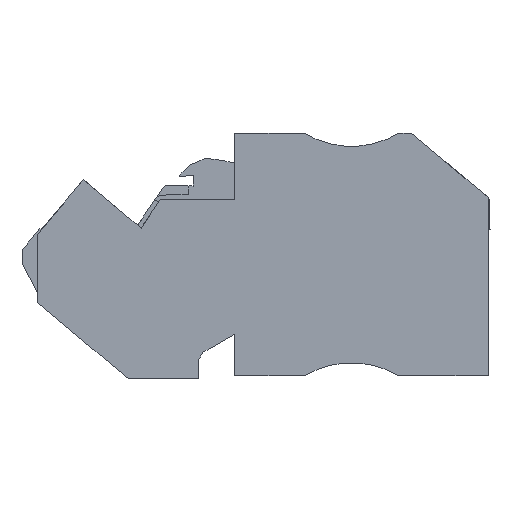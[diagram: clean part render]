
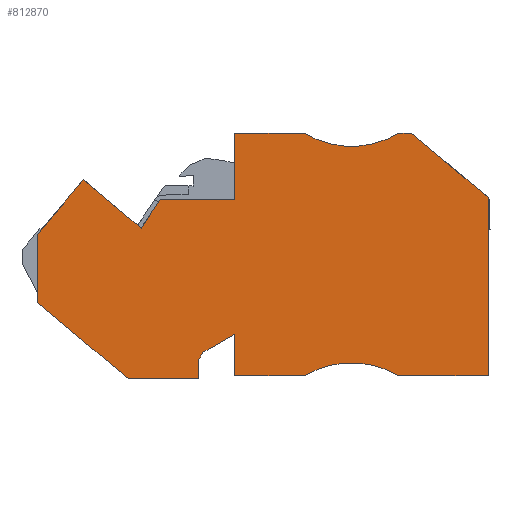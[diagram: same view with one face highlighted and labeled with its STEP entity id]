
A CAD part, left-side view. The second image highlights one B-rep face of the part: STEP entity #812870.
In plain terms, the highlighted face is planar.
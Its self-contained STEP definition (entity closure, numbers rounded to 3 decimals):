
#7130=CARTESIAN_POINT('',(456.412,690.234,
65.62));
#7140=VERTEX_POINT('',#7130);
#7170=CARTESIAN_POINT('',(456.354,690.32,
65.62));
#7180=DIRECTION('',(0.559,-0.829,
0.));
#7190=VECTOR('',#7180,1.);
#7200=LINE('',#7170,#7190);
#7210=CARTESIAN_POINT('',(458.498,687.141,
65.62));
#7220=VERTEX_POINT('',#7210);
#7230=EDGE_CURVE('',#7140,#7220,#7200,.T.);
#162340=CARTESIAN_POINT('',(452.153,686.119,
65.62));
#162350=DIRECTION('',(0.,-1.,0.));
#162360=VECTOR('',#162350,1.);
#162370=LINE('',#162340,#162360);
#162380=CARTESIAN_POINT('',(452.153,672.756,
65.62));
#162390=VERTEX_POINT('',#162380);
#162400=CARTESIAN_POINT('',(452.153,670.634,
65.62));
#162410=VERTEX_POINT('',#162400);
#162420=EDGE_CURVE('',#162390,#162410,#162370,.T.);
#286110=CARTESIAN_POINT('',(431.869,670.934,
65.62));
#286120=DIRECTION('',(-1.,0.,0.));
#286130=VECTOR('',#286120,1.);
#286140=LINE('',#286110,#286130);
#286150=CARTESIAN_POINT('',(448.253,670.934,
65.62));
#286160=VERTEX_POINT('',#286150);
#286170=CARTESIAN_POINT('',(440.591,670.934,
65.62));
#286180=VERTEX_POINT('',#286170);
#286190=EDGE_CURVE('',#286160,#286180,#286140,.T.);
#463060=CARTESIAN_POINT('',(448.253,675.508,
65.62));
#463070=VERTEX_POINT('',#463060);
#463120=CARTESIAN_POINT('',(448.253,682.219,
65.62));
#463130=DIRECTION('',(0.,1.,0.));
#463140=VECTOR('',#463130,1.);
#463150=LINE('',#463120,#463140);
#463160=EDGE_CURVE('',#286160,#463070,#463150,.T.);
#519450=CARTESIAN_POINT('',(443.999,677.964,
65.62));
#519460=DIRECTION('',(0.866,-0.5,
0.));
#519470=VECTOR('',#519460,1.);
#519480=LINE('',#519450,#519470);
#519490=CARTESIAN_POINT('',(451.72,673.506,
65.62));
#519500=VERTEX_POINT('',#519490);
#519510=EDGE_CURVE('',#463070,#519500,#519480,.T.);
#522520=CARTESIAN_POINT('',(469.853,686.448,
65.62));
#522530=VERTEX_POINT('',#522520);
#522690=CARTESIAN_POINT('',(464.82,692.446,
65.62));
#522700=VERTEX_POINT('',#522690);
#522730=CARTESIAN_POINT('',(461.928,695.893,
65.62));
#522740=DIRECTION('',(-0.643,0.766,
0.));
#522750=VECTOR('',#522740,1.);
#522760=LINE('',#522730,#522750);
#522770=EDGE_CURVE('',#522530,#522700,#522760,.T.);
#525350=CARTESIAN_POINT('',(469.853,678.981,
65.62));
#525360=VERTEX_POINT('',#525350);
#525410=CARTESIAN_POINT('',(444.824,657.979,
65.62));
#525420=DIRECTION('',(-0.766,-0.643,
0.));
#525430=VECTOR('',#525420,1.);
#525440=LINE('',#525410,#525430);
#525450=CARTESIAN_POINT('',(459.906,670.634,
65.62));
#525460=VERTEX_POINT('',#525450);
#525470=EDGE_CURVE('',#525360,#525460,#525440,.T.);
#529550=CARTESIAN_POINT('',(432.169,670.634,
65.62));
#529560=DIRECTION('',(1.,0.,0.));
#529570=VECTOR('',#529560,1.);
#529580=LINE('',#529550,#529570);
#529590=EDGE_CURVE('',#162410,#525460,#529580,.T.);
#811540=CARTESIAN_POINT('',(435.426,662.371,
65.62));
#811550=DIRECTION('',(0.,0.,1.));
#811560=DIRECTION('',(-0.707,0.707,
0.));
#811570=AXIS2_PLACEMENT_3D('',#811540,#811550,#811560);
#811580=CIRCLE('',#811570,10.);
#811590=CARTESIAN_POINT('',(430.261,670.934,
65.62));
#811600=VERTEX_POINT('',#811590);
#811610=EDGE_CURVE('',#286180,#811600,#811580,.T.);
#811940=CARTESIAN_POINT('',(434.419,672.484,
65.62));
#811950=DIRECTION('',(0.,0.,1.));
#811960=DIRECTION('',(0.707,-0.707,
0.));
#811970=AXIS2_PLACEMENT_3D('',#811940,#811950,#811960);
#811980=PLANE('',#811970);
#811990=ORIENTED_EDGE('',*,*,#522770,.F.);
#812000=CARTESIAN_POINT('',(435.206,667.597,
65.62));
#812010=DIRECTION('',(0.766,0.643,
0.));
#812020=VECTOR('',#812010,1.);
#812030=LINE('',#812000,#812020);
#812040=EDGE_CURVE('',#7220,#522700,#812030,.T.);
#812050=ORIENTED_EDGE('',*,*,#812040,.T.);
#812060=ORIENTED_EDGE('',*,*,#7230,.T.);
#812070=CARTESIAN_POINT('',(412.569,690.234,
65.62));
#812080=DIRECTION('',(1.,0.,0.));
#812090=VECTOR('',#812080,1.);
#812100=LINE('',#812070,#812090);
#812110=CARTESIAN_POINT('',(448.253,690.234,
65.62));
#812120=VERTEX_POINT('',#812110);
#812130=EDGE_CURVE('',#812120,#7140,#812100,.T.);
#812140=ORIENTED_EDGE('',*,*,#812130,.T.);
#812150=CARTESIAN_POINT('',(448.253,697.534,
65.62));
#812160=VERTEX_POINT('',#812150);
#812170=EDGE_CURVE('',#812120,#812160,#463150,.T.);
#812180=ORIENTED_EDGE('',*,*,#812170,.F.);
#812190=CARTESIAN_POINT('',(405.269,697.534,
65.62));
#812200=DIRECTION('',(1.,0.,0.));
#812210=VECTOR('',#812200,1.);
#812220=LINE('',#812190,#812210);
#812230=CARTESIAN_POINT('',(440.591,697.534,
65.62));
#812240=VERTEX_POINT('',#812230);
#812250=EDGE_CURVE('',#812240,#812160,#812220,.T.);
#812260=ORIENTED_EDGE('',*,*,#812250,.T.);
#812270=CARTESIAN_POINT('',(435.426,706.097,
65.62));
#812280=DIRECTION('',(0.,0.,1.));
#812290=DIRECTION('',(-0.707,0.707,
0.));
#812300=AXIS2_PLACEMENT_3D('',#812270,#812280,#812290);
#812310=CIRCLE('',#812300,10.);
#812320=CARTESIAN_POINT('',(430.261,697.534,
65.62));
#812330=VERTEX_POINT('',#812320);
#812340=EDGE_CURVE('',#812330,#812240,#812310,.T.);
#812350=ORIENTED_EDGE('',*,*,#812340,.T.);
#812360=CARTESIAN_POINT('',(405.269,697.534,
65.62));
#812370=DIRECTION('',(-1.,0.,0.));
#812380=VECTOR('',#812370,1.);
#812390=LINE('',#812360,#812380);
#812400=CARTESIAN_POINT('',(428.853,697.534,
65.62));
#812410=VERTEX_POINT('',#812400);
#812420=EDGE_CURVE('',#812330,#812410,#812390,.T.);
#812430=ORIENTED_EDGE('',*,*,#812420,.F.);
#812440=CARTESIAN_POINT('',(416.029,686.774,
65.62));
#812450=DIRECTION('',(-0.766,-0.643,
0.));
#812460=VECTOR('',#812450,1.);
#812470=LINE('',#812440,#812460);
#812480=CARTESIAN_POINT('',(420.453,690.486,
65.62));
#812490=VERTEX_POINT('',#812480);
#812500=EDGE_CURVE('',#812410,#812490,#812470,.T.);
#812510=ORIENTED_EDGE('',*,*,#812500,.F.);
#812520=CARTESIAN_POINT('',(420.453,686.45,
65.62));
#812530=DIRECTION('',(0.,-1.,0.));
#812540=VECTOR('',#812530,1.);
#812550=LINE('',#812520,#812540);
#812560=CARTESIAN_POINT('',(420.453,670.934,
65.62));
#812570=VERTEX_POINT('',#812560);
#812580=EDGE_CURVE('',#812490,#812570,#812550,.T.);
#812590=ORIENTED_EDGE('',*,*,#812580,.F.);
#812600=CARTESIAN_POINT('',(437.769,670.934,
65.62));
#812610=DIRECTION('',(1.,0.,0.));
#812620=VECTOR('',#812610,1.);
#812630=LINE('',#812600,#812620);
#812640=EDGE_CURVE('',#812570,#811600,#812630,.T.);
#812650=ORIENTED_EDGE('',*,*,#812640,.F.);
#812660=ORIENTED_EDGE('',*,*,#811610,.T.);
#812670=ORIENTED_EDGE('',*,*,#286190,.T.);
#812680=ORIENTED_EDGE('',*,*,#463160,.F.);
#812690=ORIENTED_EDGE('',*,*,#519510,.F.);
#812700=CARTESIAN_POINT('',(447.262,681.228,
65.62));
#812710=DIRECTION('',(0.5,-0.866,
0.));
#812720=VECTOR('',#812710,1.);
#812730=LINE('',#812700,#812720);
#812740=EDGE_CURVE('',#519500,#162390,#812730,.T.);
#812750=ORIENTED_EDGE('',*,*,#812740,.F.);
#812760=ORIENTED_EDGE('',*,*,#162420,.F.);
#812770=ORIENTED_EDGE('',*,*,#529590,.F.);
#812780=ORIENTED_EDGE('',*,*,#525470,.T.);
#812790=CARTESIAN_POINT('',(469.853,703.819,
65.62));
#812800=DIRECTION('',(0.,1.,0.));
#812810=VECTOR('',#812800,1.);
#812820=LINE('',#812790,#812810);
#812830=EDGE_CURVE('',#525360,#522530,#812820,.T.);
#812840=ORIENTED_EDGE('',*,*,#812830,.F.);
#812850=EDGE_LOOP('',(#812840,#812780,#812770,#812760,#812750,#812690,
#812680,#812670,#812660,#812650,#812590,#812510,#812430,#812350,#812260,
#812180,#812140,#812060,#812050,#811990));
#812860=FACE_OUTER_BOUND('',#812850,.T.);
#812870=ADVANCED_FACE('',(#812860),#811980,.F.);
